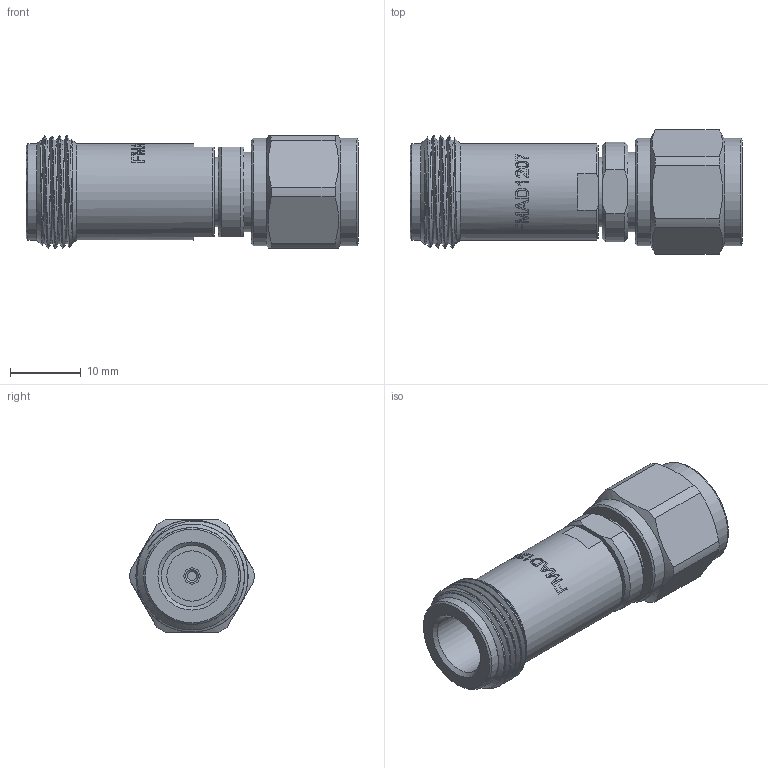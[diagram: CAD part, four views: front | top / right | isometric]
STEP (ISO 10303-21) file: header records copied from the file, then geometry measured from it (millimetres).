
FILE_DESCRIPTION (( 'STEP AP203' ), '1' );
FILE_NAME ('FMAD1207_3D.step', '2022-08-02T20:48:59', ( '' ), ( '' ), 'SwSTEP 2.0', 'SolidWorks 2021', '' );
FILE_SCHEMA (( 'CONFIG_CONTROL_DESIGN' ));
Length unit declared in the file: inch
Products named in the file (1): FMAD1207_3D
Bounding box: 47 x 17.57 x 15.88 mm (x, y, z)
Volume: 6633.9 mm3; surface area: 3963.3 mm2
Topology: 1 solids, 1 shells, 211 faces, 550 edges, 365 vertices
Faces by surface type: plane 84, bspline 53, cylinder 49, cone 23, torus 2
Full cylindrical faces by diameter (mm): 1.27 x2, 1.905 x1, 2.286 x1, 5.08 x1, 6.655 x1, 7.112 x1, 8.636 x1, 9.816 x1, 11.113 x6, 11.227 x1, 13.716 x2, 15.185 x2
Entity records: 13225 total; most frequent: CARTESIAN_POINT 8858, ORIENTED_EDGE 978, DIRECTION 692, EDGE_CURVE 489, VERTEX_POINT 338, AXIS2_PLACEMENT_3D 288, EDGE_LOOP 257, FACE_OUTER_BOUND 222
